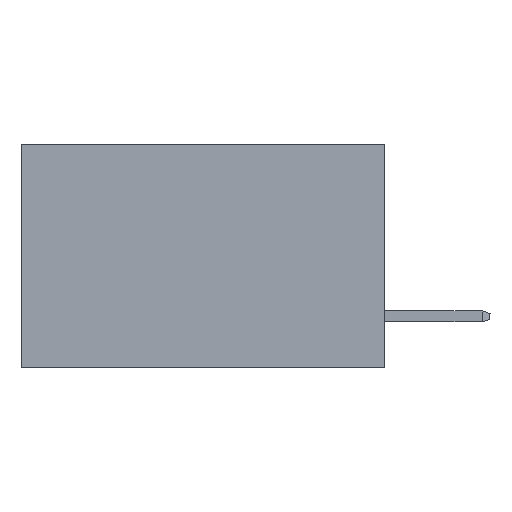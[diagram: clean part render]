
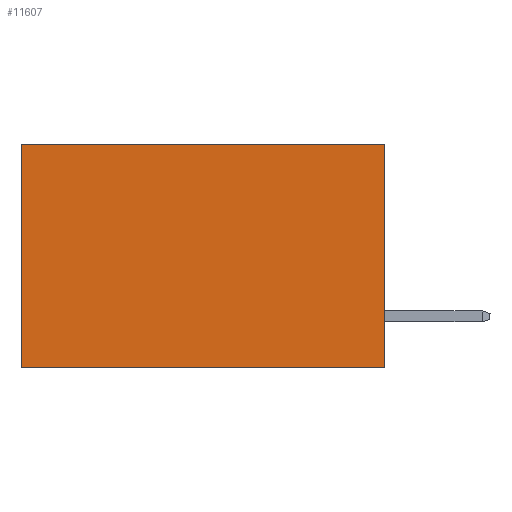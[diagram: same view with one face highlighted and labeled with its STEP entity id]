
A CAD part, left-side view. The second image highlights one B-rep face of the part: STEP entity #11607.
In plain terms, the highlighted planar face has unit normal (-1, 0, 0).
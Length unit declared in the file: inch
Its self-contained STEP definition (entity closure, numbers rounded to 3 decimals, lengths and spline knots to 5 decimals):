
#467 = CARTESIAN_POINT ( 'NONE',  ( 0.2615, 0., 0. ) ) ;
#724 = VERTEX_POINT ( 'NONE', #8170 ) ;
#857 = CARTESIAN_POINT ( 'NONE',  ( 0.2615, 0.6, -0.37 ) ) ;
#1131 = ORIENTED_EDGE ( 'NONE', *, *, #3523, .T. ) ;
#1347 = CARTESIAN_POINT ( 'NONE',  ( 0.2615, 0., -0.37 ) ) ;
#1678 = DIRECTION ( 'NONE',  ( 1., 0., 0. ) ) ;
#1734 = LINE ( 'NONE', #857, #9864 ) ;
#1835 = VECTOR ( 'NONE', #6025, 39.37008 ) ;
#2089 = CARTESIAN_POINT ( 'NONE',  ( 0.2615, 0., -0.37 ) ) ;
#2189 = EDGE_CURVE ( 'NONE', #2870, #11633, #1734, .T. ) ;
#2640 = LINE ( 'NONE', #10839, #10826 ) ;
#2843 = ORIENTED_EDGE ( 'NONE', *, *, #7895, .F. ) ;
#2870 = VERTEX_POINT ( 'NONE', #8301 ) ;
#3040 = VECTOR ( 'NONE', #7512, 39.37008 ) ;
#3523 = EDGE_CURVE ( 'NONE', #10404, #2870, #7189, .T. ) ;
#3648 = ORIENTED_EDGE ( 'NONE', *, *, #2189, .T. ) ;
#3846 = DIRECTION ( 'NONE',  ( 0., 0., -1. ) ) ;
#3917 = AXIS2_PLACEMENT_3D ( 'NONE', #1347, #1678, #9978 ) ;
#4458 = LINE ( 'NONE', #2089, #3040 ) ;
#4898 = CARTESIAN_POINT ( 'NONE',  ( 0.2615, 0., 0. ) ) ;
#5097 = CARTESIAN_POINT ( 'NONE',  ( 0.2615, 0.6, -0.37 ) ) ;
#5648 = EDGE_LOOP ( 'NONE', ( #3648, #8418, #2843, #1131 ) ) ;
#6025 = DIRECTION ( 'NONE',  ( 0., 1., 0. ) ) ;
#7189 = LINE ( 'NONE', #4898, #1835 ) ;
#7512 = DIRECTION ( 'NONE',  ( 0., 1., 0. ) ) ;
#7895 = EDGE_CURVE ( 'NONE', #10404, #724, #2640, .T. ) ;
#8091 = FACE_OUTER_BOUND ( 'NONE', #5648, .T. ) ;
#8170 = CARTESIAN_POINT ( 'NONE',  ( 0.2615, 0., -0.37 ) ) ;
#8174 = EDGE_CURVE ( 'NONE', #724, #11633, #4458, .T. ) ;
#8301 = CARTESIAN_POINT ( 'NONE',  ( 0.2615, 0.6, 0. ) ) ;
#8418 = ORIENTED_EDGE ( 'NONE', *, *, #8174, .F. ) ;
#9849 = DIRECTION ( 'NONE',  ( 0., 0., -1. ) ) ;
#9864 = VECTOR ( 'NONE', #3846, 39.37008 ) ;
#9913 = PLANE ( 'NONE',  #3917 ) ;
#9978 = DIRECTION ( 'NONE',  ( 0., 0., -1. ) ) ;
#10404 = VERTEX_POINT ( 'NONE', #467 ) ;
#10826 = VECTOR ( 'NONE', #9849, 39.37008 ) ;
#10839 = CARTESIAN_POINT ( 'NONE',  ( 0.2615, 0., -0.37 ) ) ;
#11607 = ADVANCED_FACE ( 'NONE', ( #8091 ), #9913, .F. ) ;
#11633 = VERTEX_POINT ( 'NONE', #5097 ) ;
